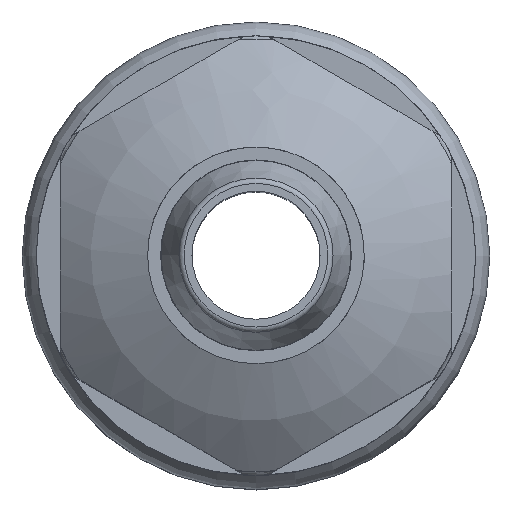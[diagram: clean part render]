
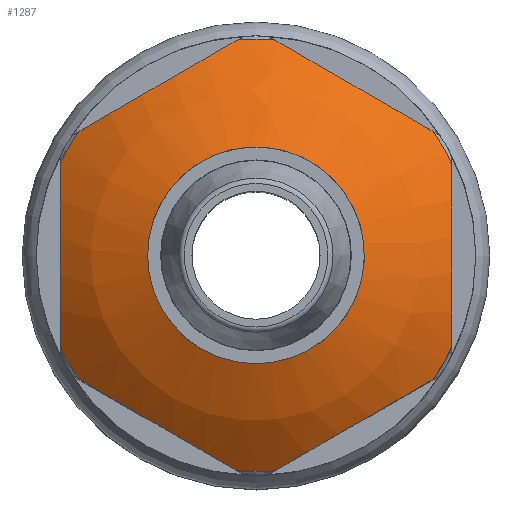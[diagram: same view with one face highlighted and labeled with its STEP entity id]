
A CAD part, top view. The second image highlights one B-rep face of the part: STEP entity #1287.
In plain terms, the highlighted spherical face has radius 12.4 mm.
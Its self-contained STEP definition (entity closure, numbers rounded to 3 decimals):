
#18=SPHERICAL_SURFACE('',#1462,12.4);
#264=CIRCLE('',#1463,4.15);
#265=CIRCLE('',#1464,8.275);
#266=CIRCLE('',#1465,9.875);
#267=CIRCLE('',#1466,8.275);
#268=CIRCLE('',#1467,9.875);
#269=CIRCLE('',#1468,8.275);
#270=CIRCLE('',#1469,9.875);
#271=CIRCLE('',#1470,8.275);
#272=CIRCLE('',#1471,9.875);
#273=CIRCLE('',#1472,8.275);
#274=CIRCLE('',#1473,9.875);
#275=CIRCLE('',#1474,8.275);
#276=CIRCLE('',#1475,9.875);
#505=ORIENTED_EDGE('',*,*,#741,.T.);
#506=ORIENTED_EDGE('',*,*,#742,.F.);
#507=ORIENTED_EDGE('',*,*,#743,.T.);
#508=ORIENTED_EDGE('',*,*,#744,.F.);
#509=ORIENTED_EDGE('',*,*,#745,.T.);
#510=ORIENTED_EDGE('',*,*,#746,.F.);
#511=ORIENTED_EDGE('',*,*,#747,.T.);
#512=ORIENTED_EDGE('',*,*,#748,.F.);
#513=ORIENTED_EDGE('',*,*,#749,.T.);
#514=ORIENTED_EDGE('',*,*,#750,.F.);
#515=ORIENTED_EDGE('',*,*,#751,.T.);
#516=ORIENTED_EDGE('',*,*,#752,.F.);
#517=ORIENTED_EDGE('',*,*,#753,.T.);
#741=EDGE_CURVE('',#880,#880,#264,.T.);
#742=EDGE_CURVE('',#881,#882,#265,.T.);
#743=EDGE_CURVE('',#881,#883,#266,.F.);
#744=EDGE_CURVE('',#884,#883,#267,.T.);
#745=EDGE_CURVE('',#884,#885,#268,.F.);
#746=EDGE_CURVE('',#886,#885,#269,.T.);
#747=EDGE_CURVE('',#886,#887,#270,.F.);
#748=EDGE_CURVE('',#888,#887,#271,.T.);
#749=EDGE_CURVE('',#888,#889,#272,.F.);
#750=EDGE_CURVE('',#890,#889,#273,.T.);
#751=EDGE_CURVE('',#890,#891,#274,.F.);
#752=EDGE_CURVE('',#892,#891,#275,.T.);
#753=EDGE_CURVE('',#892,#882,#276,.F.);
#880=VERTEX_POINT('',#2247);
#881=VERTEX_POINT('',#2249);
#882=VERTEX_POINT('',#2250);
#883=VERTEX_POINT('',#2252);
#884=VERTEX_POINT('',#2254);
#885=VERTEX_POINT('',#2256);
#886=VERTEX_POINT('',#2258);
#887=VERTEX_POINT('',#2260);
#888=VERTEX_POINT('',#2262);
#889=VERTEX_POINT('',#2264);
#890=VERTEX_POINT('',#2266);
#891=VERTEX_POINT('',#2268);
#892=VERTEX_POINT('',#2270);
#1041=EDGE_LOOP('',(#505));
#1042=EDGE_LOOP('',(#506,#507,#508,#509,#510,#511,#512,#513,#514,#515,#516,
#517));
#1169=FACE_BOUND('',#1041,.T.);
#1170=FACE_BOUND('',#1042,.T.);
#1287=ADVANCED_FACE('',(#1169,#1170),#18,.T.);
#1462=AXIS2_PLACEMENT_3D('',#2245,#1782,#1783);
#1463=AXIS2_PLACEMENT_3D('',#2246,#1784,#1785);
#1464=AXIS2_PLACEMENT_3D('',#2248,#1786,#1787);
#1465=AXIS2_PLACEMENT_3D('',#2251,#1788,#1789);
#1466=AXIS2_PLACEMENT_3D('',#2253,#1790,#1791);
#1467=AXIS2_PLACEMENT_3D('',#2255,#1792,#1793);
#1468=AXIS2_PLACEMENT_3D('',#2257,#1794,#1795);
#1469=AXIS2_PLACEMENT_3D('',#2259,#1796,#1797);
#1470=AXIS2_PLACEMENT_3D('',#2261,#1798,#1799);
#1471=AXIS2_PLACEMENT_3D('',#2263,#1800,#1801);
#1472=AXIS2_PLACEMENT_3D('',#2265,#1802,#1803);
#1473=AXIS2_PLACEMENT_3D('',#2267,#1804,#1805);
#1474=AXIS2_PLACEMENT_3D('',#2269,#1806,#1807);
#1475=AXIS2_PLACEMENT_3D('',#2271,#1808,#1809);
#1782=DIRECTION('',(0.,0.,-1.));
#1783=DIRECTION('',(0.,1.,0.));
#1784=DIRECTION('',(0.,0.,-1.));
#1785=DIRECTION('',(-1.,0.,0.));
#1786=DIRECTION('',(0.,0.,-1.));
#1787=DIRECTION('',(-1.,0.,0.));
#1788=DIRECTION('',(-1.,0.,0.));
#1789=DIRECTION('',(0.,0.,1.));
#1790=DIRECTION('',(0.,0.,-1.));
#1791=DIRECTION('',(-1.,0.,0.));
#1792=DIRECTION('',(-0.5,-0.866,0.));
#1793=DIRECTION('',(0.866,-0.5,0.));
#1794=DIRECTION('',(0.,0.,-1.));
#1795=DIRECTION('',(-1.,0.,0.));
#1796=DIRECTION('',(0.5,-0.866,0.));
#1797=DIRECTION('',(0.866,0.5,0.));
#1798=DIRECTION('',(0.,0.,-1.));
#1799=DIRECTION('',(-1.,0.,0.));
#1800=DIRECTION('',(1.,0.,0.));
#1801=DIRECTION('',(0.,0.,-1.));
#1802=DIRECTION('',(0.,0.,-1.));
#1803=DIRECTION('',(-1.,0.,0.));
#1804=DIRECTION('',(0.5,0.866,0.));
#1805=DIRECTION('',(-0.866,0.5,0.));
#1806=DIRECTION('',(0.,0.,-1.));
#1807=DIRECTION('',(-1.,0.,0.));
#1808=DIRECTION('',(-0.5,0.866,0.));
#1809=DIRECTION('',(-0.866,-0.5,0.));
#2245=CARTESIAN_POINT('',(0.,0.,8.215));
#2246=CARTESIAN_POINT('',(0.,0.,19.9));
#2247=CARTESIAN_POINT('',(-4.15,0.,19.9));
#2248=CARTESIAN_POINT('',(0.,0.,17.45));
#2249=CARTESIAN_POINT('',(-7.5,3.497,17.45));
#2250=CARTESIAN_POINT('',(-6.778,4.747,17.45));
#2251=CARTESIAN_POINT('',(-7.5,0.,8.215));
#2252=CARTESIAN_POINT('',(-7.5,-3.497,17.45));
#2253=CARTESIAN_POINT('',(0.,0.,17.45));
#2254=CARTESIAN_POINT('',(-6.778,-4.747,17.45));
#2255=CARTESIAN_POINT('',(-3.75,-6.495,8.215));
#2256=CARTESIAN_POINT('',(-0.722,-8.243,17.45));
#2257=CARTESIAN_POINT('',(0.,0.,17.45));
#2258=CARTESIAN_POINT('',(0.722,-8.243,17.45));
#2259=CARTESIAN_POINT('',(3.75,-6.495,8.215));
#2260=CARTESIAN_POINT('',(6.778,-4.747,17.45));
#2261=CARTESIAN_POINT('',(0.,0.,17.45));
#2262=CARTESIAN_POINT('',(7.5,-3.497,17.45));
#2263=CARTESIAN_POINT('',(7.5,0.,8.215));
#2264=CARTESIAN_POINT('',(7.5,3.497,17.45));
#2265=CARTESIAN_POINT('',(0.,0.,17.45));
#2266=CARTESIAN_POINT('',(6.778,4.747,17.45));
#2267=CARTESIAN_POINT('',(3.75,6.495,8.215));
#2268=CARTESIAN_POINT('',(0.722,8.243,17.45));
#2269=CARTESIAN_POINT('',(0.,0.,17.45));
#2270=CARTESIAN_POINT('',(-0.722,8.243,17.45));
#2271=CARTESIAN_POINT('',(-3.75,6.495,8.215));
